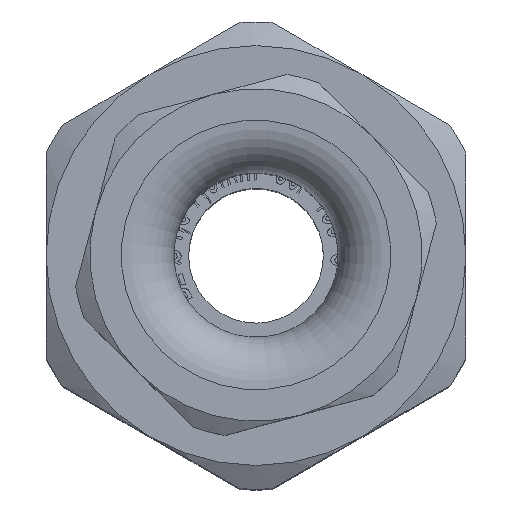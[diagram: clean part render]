
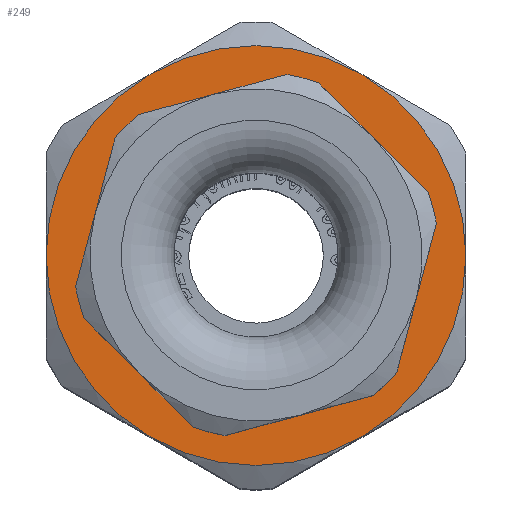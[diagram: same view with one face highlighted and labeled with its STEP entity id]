
A CAD part, top view. The second image highlights one B-rep face of the part: STEP entity #249.
In plain terms, the highlighted planar face has unit normal (0, 0, 1).
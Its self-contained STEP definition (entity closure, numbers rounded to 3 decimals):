
#177=CARTESIAN_POINT('',(0.,0.,44.));
#178=DIRECTION('',(0.,0.,1.));
#179=DIRECTION('',(1.,0.,0.));
#180=AXIS2_PLACEMENT_3D('',#177,#178,#179);
#181=PLANE('',#180);
#182=CARTESIAN_POINT('',(8.5,-0.,44.));
#183=VERTEX_POINT('',#182);
#184=CARTESIAN_POINT('',(0.,0.,44.));
#185=DIRECTION('',(-0.,-0.,-1.));
#186=DIRECTION('',(1.,0.,-0.));
#187=AXIS2_PLACEMENT_3D('',#184,#185,#186);
#188=CIRCLE('',#187,8.5);
#189=EDGE_CURVE('',#183,#183,#188,.T.);
#190=ORIENTED_EDGE('',*,*,#189,.T.);
#191=EDGE_LOOP('',(#190));
#192=FACE_BOUND('',#191,.T.);
#193=CARTESIAN_POINT('',(6.,-10.392,44.));
#194=VERTEX_POINT('',#193);
#195=CARTESIAN_POINT('',(12.,0.,44.));
#196=VERTEX_POINT('',#195);
#197=CARTESIAN_POINT('',(0.,0.,44.));
#198=DIRECTION('',(0.,0.,1.));
#199=DIRECTION('',(1.,0.,-0.));
#200=AXIS2_PLACEMENT_3D('',#197,#198,#199);
#201=CIRCLE('',#200,12.);
#202=EDGE_CURVE('',#194,#196,#201,.T.);
#203=ORIENTED_EDGE('',*,*,#202,.T.);
#204=CARTESIAN_POINT('',(6.,10.392,44.));
#205=VERTEX_POINT('',#204);
#206=CARTESIAN_POINT('',(0.,0.,44.));
#207=DIRECTION('',(0.,0.,1.));
#208=DIRECTION('',(1.,0.,-0.));
#209=AXIS2_PLACEMENT_3D('',#206,#207,#208);
#210=CIRCLE('',#209,12.);
#211=EDGE_CURVE('',#196,#205,#210,.T.);
#212=ORIENTED_EDGE('',*,*,#211,.T.);
#213=CARTESIAN_POINT('',(-6.,10.392,44.));
#214=VERTEX_POINT('',#213);
#215=CARTESIAN_POINT('',(0.,0.,44.));
#216=DIRECTION('',(0.,0.,1.));
#217=DIRECTION('',(1.,0.,-0.));
#218=AXIS2_PLACEMENT_3D('',#215,#216,#217);
#219=CIRCLE('',#218,12.);
#220=EDGE_CURVE('',#205,#214,#219,.T.);
#221=ORIENTED_EDGE('',*,*,#220,.T.);
#222=CARTESIAN_POINT('',(-12.,-0.,44.));
#223=VERTEX_POINT('',#222);
#224=CARTESIAN_POINT('',(0.,0.,44.));
#225=DIRECTION('',(0.,0.,1.));
#226=DIRECTION('',(1.,0.,-0.));
#227=AXIS2_PLACEMENT_3D('',#224,#225,#226);
#228=CIRCLE('',#227,12.);
#229=EDGE_CURVE('',#214,#223,#228,.T.);
#230=ORIENTED_EDGE('',*,*,#229,.T.);
#231=CARTESIAN_POINT('',(-6.,-10.392,44.));
#232=VERTEX_POINT('',#231);
#233=CARTESIAN_POINT('',(0.,0.,44.));
#234=DIRECTION('',(0.,0.,1.));
#235=DIRECTION('',(1.,0.,-0.));
#236=AXIS2_PLACEMENT_3D('',#233,#234,#235);
#237=CIRCLE('',#236,12.);
#238=EDGE_CURVE('',#223,#232,#237,.T.);
#239=ORIENTED_EDGE('',*,*,#238,.T.);
#240=CARTESIAN_POINT('',(0.,0.,44.));
#241=DIRECTION('',(0.,0.,1.));
#242=DIRECTION('',(1.,0.,-0.));
#243=AXIS2_PLACEMENT_3D('',#240,#241,#242);
#244=CIRCLE('',#243,12.);
#245=EDGE_CURVE('',#232,#194,#244,.T.);
#246=ORIENTED_EDGE('',*,*,#245,.T.);
#247=EDGE_LOOP('',(#203,#212,#221,#230,#239,#246));
#248=FACE_BOUND('',#247,.T.);
#249=ADVANCED_FACE('',(#192,#248),#181,.T.);
